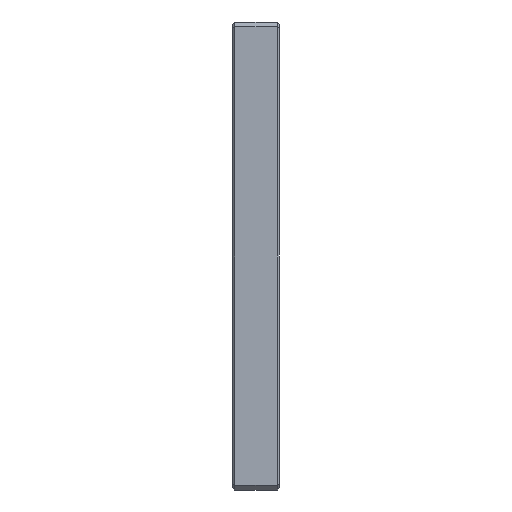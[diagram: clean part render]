
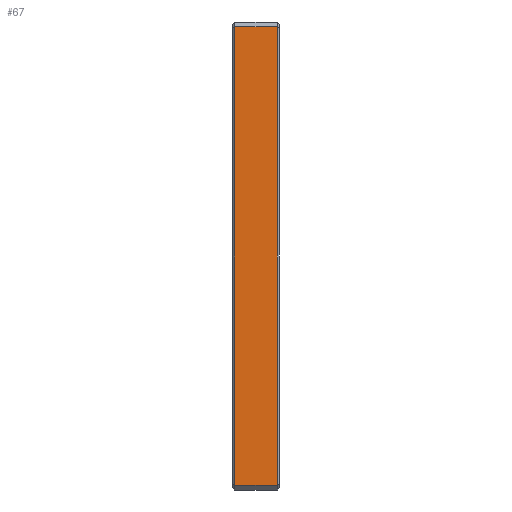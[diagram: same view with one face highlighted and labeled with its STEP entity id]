
A CAD part, left-side view. The second image highlights one B-rep face of the part: STEP entity #67.
In plain terms, the highlighted planar face has unit normal (-1, 0, 0).
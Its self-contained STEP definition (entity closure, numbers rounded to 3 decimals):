
#31 = ORIENTED_EDGE ( 'NONE', *, *, #1582, .T. ) ;
#46 = LINE ( 'NONE', #198, #1453 ) ;
#61 = EDGE_CURVE ( 'NONE', #992, #1381, #95, .T. ) ;
#67 = ADVANCED_FACE ( 'NONE', ( #767 ), #461, .F. ) ;
#95 = LINE ( 'NONE', #218, #1714 ) ;
#96 = CARTESIAN_POINT ( 'NONE',  ( -50., 0.5, -49. ) ) ;
#194 = ORIENTED_EDGE ( 'NONE', *, *, #1542, .T. ) ;
#198 = CARTESIAN_POINT ( 'NONE',  ( -50., 9.5, -49. ) ) ;
#218 = CARTESIAN_POINT ( 'NONE',  ( -50., 10., -49. ) ) ;
#315 = EDGE_LOOP ( 'NONE', ( #1254, #31, #1059, #194 ) ) ;
#348 = CARTESIAN_POINT ( 'NONE',  ( -50., 10., -50. ) ) ;
#461 = PLANE ( 'NONE',  #1199 ) ;
#482 = DIRECTION ( 'NONE',  ( 0., 0., -1. ) ) ;
#574 = VECTOR ( 'NONE', #852, 1000. ) ;
#622 = VERTEX_POINT ( 'NONE', #1112 ) ;
#743 = DIRECTION ( 'NONE',  ( 0., 0., -1. ) ) ;
#767 = FACE_OUTER_BOUND ( 'NONE', #315, .T. ) ;
#852 = DIRECTION ( 'NONE',  ( 0., 1., 0. ) ) ;
#878 = CARTESIAN_POINT ( 'NONE',  ( -50., 10., 49. ) ) ;
#992 = VERTEX_POINT ( 'NONE', #1182 ) ;
#996 = DIRECTION ( 'NONE',  ( 0., 0., 1. ) ) ;
#1023 = CARTESIAN_POINT ( 'NONE',  ( -50., 0.5, -50. ) ) ;
#1048 = VECTOR ( 'NONE', #996, 1000. ) ;
#1059 = ORIENTED_EDGE ( 'NONE', *, *, #1211, .T. ) ;
#1112 = CARTESIAN_POINT ( 'NONE',  ( -50., 9.5, 49. ) ) ;
#1132 = LINE ( 'NONE', #1023, #1048 ) ;
#1182 = CARTESIAN_POINT ( 'NONE',  ( -50., 9.5, -49. ) ) ;
#1199 = AXIS2_PLACEMENT_3D ( 'NONE', #348, #1583, #482 ) ;
#1211 = EDGE_CURVE ( 'NONE', #1235, #622, #1399, .T. ) ;
#1235 = VERTEX_POINT ( 'NONE', #1409 ) ;
#1254 = ORIENTED_EDGE ( 'NONE', *, *, #61, .T. ) ;
#1381 = VERTEX_POINT ( 'NONE', #96 ) ;
#1399 = LINE ( 'NONE', #878, #574 ) ;
#1409 = CARTESIAN_POINT ( 'NONE',  ( -50., 0.5, 49. ) ) ;
#1453 = VECTOR ( 'NONE', #743, 1000. ) ;
#1542 = EDGE_CURVE ( 'NONE', #622, #992, #46, .T. ) ;
#1582 = EDGE_CURVE ( 'NONE', #1381, #1235, #1132, .T. ) ;
#1583 = DIRECTION ( 'NONE',  ( 1., 0., 0. ) ) ;
#1608 = DIRECTION ( 'NONE',  ( 0., -1., 0. ) ) ;
#1714 = VECTOR ( 'NONE', #1608, 1000. ) ;
